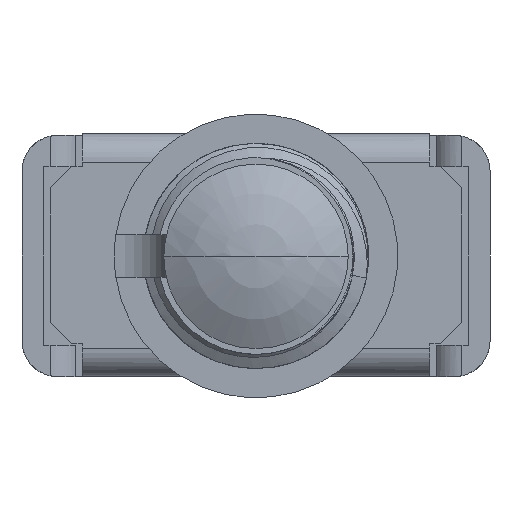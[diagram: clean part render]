
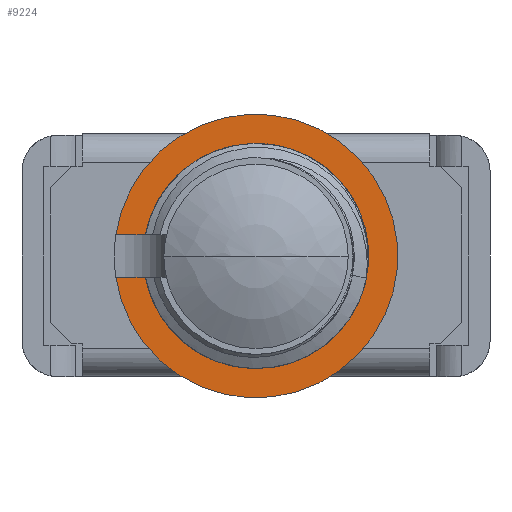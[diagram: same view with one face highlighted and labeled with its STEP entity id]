
A CAD part, front view. The second image highlights one B-rep face of the part: STEP entity #9224.
In plain terms, the highlighted planar face has unit normal (0, -1, 0).
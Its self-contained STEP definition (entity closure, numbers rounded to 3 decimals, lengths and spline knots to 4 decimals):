
#6123=CARTESIAN_POINT('',(0.,-1.,0.));
#6124=DIRECTION('',(0.,-1.,0.));
#6125=DIRECTION('',(-0.989,0.,-0.15));
#6126=AXIS2_PLACEMENT_3D('',#6123,#6124,#6125);
#6141=DIRECTION('',(1.,0.,0.));
#6142=VECTOR('',#6141,1.1686);
#6143=CARTESIAN_POINT('',(-3.9547,-1.,-0.6));
#6144=LINE('',#6143,#6142);
#6145=DIRECTION('',(-1.,0.,0.));
#6146=VECTOR('',#6145,1.1686);
#6147=CARTESIAN_POINT('',(-2.7861,-1.,0.6));
#6148=LINE('',#6147,#6146);
#8842=CARTESIAN_POINT('',(0.,-1.,0.));
#8843=DIRECTION('',(0.,1.,0.));
#8844=DIRECTION('',(-0.978,0.,0.211));
#8845=AXIS2_PLACEMENT_3D('',#8842,#8843,#8844);
#8864=CARTESIAN_POINT('',(-3.9547,-1.,-0.6));
#8866=VERTEX_POINT('',#8864);
#8868=CARTESIAN_POINT('',(-3.9547,-1.,0.6));
#8870=VERTEX_POINT('',#8868);
#9104=CARTESIAN_POINT('',(-2.7861,-1.,-0.6));
#9106=VERTEX_POINT('',#9104);
#9108=CARTESIAN_POINT('',(-2.7861,-1.,0.6));
#9110=VERTEX_POINT('',#9108);
#9210=CARTESIAN_POINT('',(0.,-1.,0.));
#9211=DIRECTION('',(0.,1.,0.));
#9212=DIRECTION('',(0.,0.,-1.));
#9213=AXIS2_PLACEMENT_3D('',#9210,#9211,#9212);
#9214=PLANE('',#9213);
#9216=ORIENTED_EDGE('',*,*,#9215,.T.);
#9218=ORIENTED_EDGE('',*,*,#9217,.F.);
#9220=ORIENTED_EDGE('',*,*,#9219,.T.);
#9221=ORIENTED_EDGE('',*,*,#9200,.F.);
#9222=EDGE_LOOP('',(#9216,#9218,#9220,#9221));
#9223=FACE_OUTER_BOUND('',#9222,.F.);
#9224=ADVANCED_FACE('',(#9223),#9214,.F.);
#6127=CIRCLE('',#6126,4.);
#8846=CIRCLE('',#8845,2.85);
#9200=EDGE_CURVE('',#8866,#8870,#6127,.T.);
#9215=EDGE_CURVE('',#8866,#9106,#6144,.T.);
#9217=EDGE_CURVE('',#9110,#9106,#8846,.T.);
#9219=EDGE_CURVE('',#9110,#8870,#6148,.T.);
